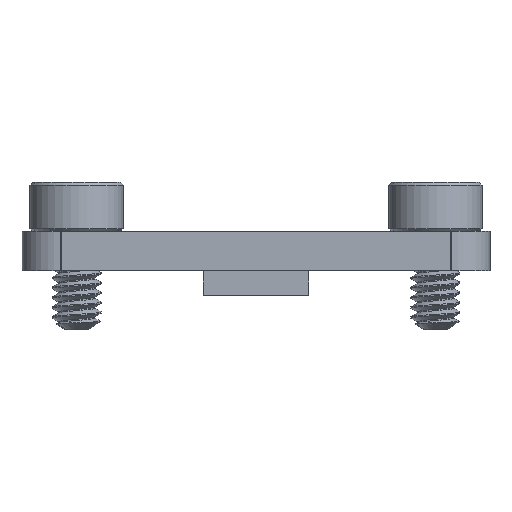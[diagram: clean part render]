
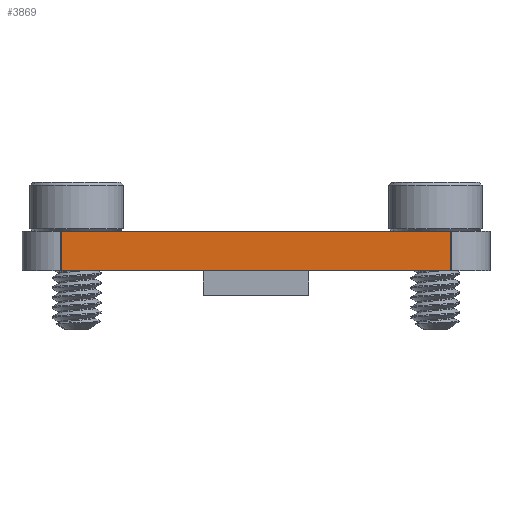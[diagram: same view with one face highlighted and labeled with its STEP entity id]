
A CAD part, front view. The second image highlights one B-rep face of the part: STEP entity #3869.
In plain terms, the highlighted planar face has unit normal (0, -1, 0).
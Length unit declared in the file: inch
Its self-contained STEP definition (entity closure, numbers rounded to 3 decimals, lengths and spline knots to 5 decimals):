
#66 = CARTESIAN_POINT ( 'NONE',  ( 1.46225, 0.775, 0.06299 ) ) ;
#143 = FACE_OUTER_BOUND ( 'NONE', #642, .T. ) ;
#175 = VECTOR ( 'NONE', #2226, 39.37008 ) ;
#257 = CARTESIAN_POINT ( 'NONE',  ( 1.46225, 0.775, 0. ) ) ;
#310 = VECTOR ( 'NONE', #520, 39.37008 ) ;
#461 = CARTESIAN_POINT ( 'NONE',  ( 0., 0.775, 0.06299 ) ) ;
#520 = DIRECTION ( 'NONE',  ( 0., 0., -1. ) ) ;
#525 = CARTESIAN_POINT ( 'NONE',  ( 0., 0.775, 0.06299 ) ) ;
#608 = EDGE_CURVE ( 'NONE', #4349, #2079, #4286, .T. ) ;
#642 = EDGE_LOOP ( 'NONE', ( #1595, #871, #2189, #2916 ) ) ;
#871 = ORIENTED_EDGE ( 'NONE', *, *, #3040, .F. ) ;
#933 = VERTEX_POINT ( 'NONE', #3848 ) ;
#943 = CARTESIAN_POINT ( 'NONE',  ( 0., 0.775, 0. ) ) ;
#1067 = LINE ( 'NONE', #943, #1898 ) ;
#1595 = ORIENTED_EDGE ( 'NONE', *, *, #3997, .F. ) ;
#1898 = VECTOR ( 'NONE', #1947, 39.37008 ) ;
#1947 = DIRECTION ( 'NONE',  ( -1., 0., 0. ) ) ;
#1961 = AXIS2_PLACEMENT_3D ( 'NONE', #525, #2933, #4372 ) ;
#2079 = VERTEX_POINT ( 'NONE', #2890 ) ;
#2189 = ORIENTED_EDGE ( 'NONE', *, *, #608, .T. ) ;
#2226 = DIRECTION ( 'NONE',  ( -1., 0., 0. ) ) ;
#2395 = LINE ( 'NONE', #2604, #310 ) ;
#2404 = VECTOR ( 'NONE', #3247, 39.37008 ) ;
#2604 = CARTESIAN_POINT ( 'NONE',  ( 0.83775, 0.775, 0.06299 ) ) ;
#2890 = CARTESIAN_POINT ( 'NONE',  ( 0.83775, 0.775, 0.06299 ) ) ;
#2916 = ORIENTED_EDGE ( 'NONE', *, *, #4369, .T. ) ;
#2933 = DIRECTION ( 'NONE',  ( 0., -1., 0. ) ) ;
#3040 = EDGE_CURVE ( 'NONE', #4349, #3418, #4267, .T. ) ;
#3247 = DIRECTION ( 'NONE',  ( 0., 0., -1. ) ) ;
#3418 = VERTEX_POINT ( 'NONE', #257 ) ;
#3632 = CARTESIAN_POINT ( 'NONE',  ( 1.46225, 0.775, 0.06299 ) ) ;
#3848 = CARTESIAN_POINT ( 'NONE',  ( 0.83775, 0.775, 0. ) ) ;
#3869 = ADVANCED_FACE ( 'NONE', ( #143 ), #4024, .T. ) ;
#3997 = EDGE_CURVE ( 'NONE', #3418, #933, #1067, .T. ) ;
#4024 = PLANE ( 'NONE',  #1961 ) ;
#4267 = LINE ( 'NONE', #66, #2404 ) ;
#4286 = LINE ( 'NONE', #461, #175 ) ;
#4349 = VERTEX_POINT ( 'NONE', #3632 ) ;
#4369 = EDGE_CURVE ( 'NONE', #2079, #933, #2395, .T. ) ;
#4372 = DIRECTION ( 'NONE',  ( 0., 0., -1. ) ) ;
